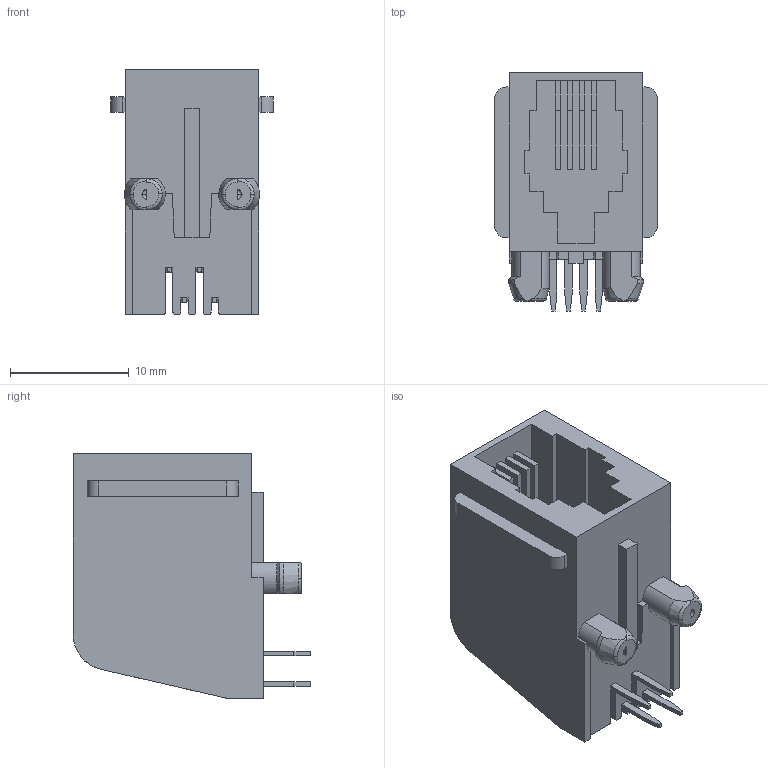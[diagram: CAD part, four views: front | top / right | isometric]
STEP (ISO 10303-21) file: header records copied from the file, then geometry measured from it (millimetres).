
FILE_DESCRIPTION(('STEP AP203'),'1');
FILE_NAME('modular_jack_a-20040.stp','2020-05-19T20:27:07',('TraceParts'),('TraceParts S.A.'),'Spatial InterOp 3D',' ',' ');
FILE_SCHEMA(('CONFIG_CONTROL_DESIGN'));
Length unit declared in the file: millimetre
Products named in the file (1): 1
Bounding box: 13.7 x 20 x 20.6 mm (x, y, z)
Volume: 2531.2 mm3; surface area: 2461.1 mm2
Topology: 1 solids, 1 shells, 184 faces, 519 edges, 342 vertices
Faces by surface type: plane 145, cylinder 21, torus 12, cone 6
Entity records: 6059 total; most frequent: CARTESIAN_POINT 1252, ORIENTED_EDGE 1030, DIRECTION 941, EDGE_CURVE 515, LINE 407, VECTOR 407, VERTEX_POINT 342, AXIS2_PLACEMENT_3D 267
